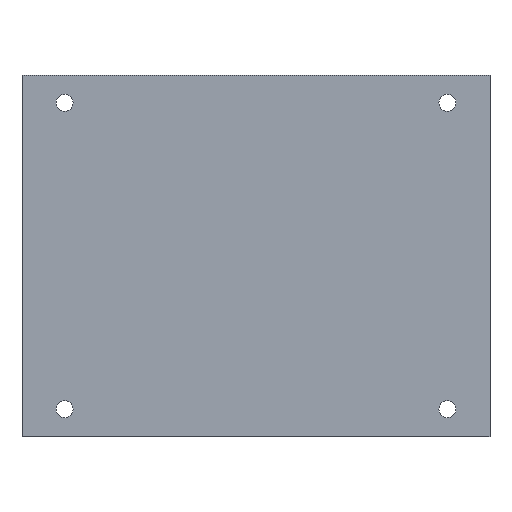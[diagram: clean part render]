
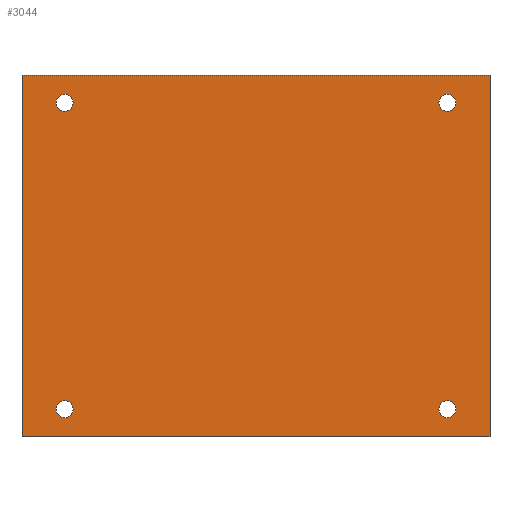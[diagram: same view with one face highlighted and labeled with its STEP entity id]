
A CAD part, front view. The second image highlights one B-rep face of the part: STEP entity #3044.
In plain terms, the highlighted planar face has unit normal (0, -1, 0).
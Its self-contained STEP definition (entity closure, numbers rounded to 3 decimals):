
#16=CIRCLE('',#3109,2.);
#18=CIRCLE('',#3112,2.);
#20=CIRCLE('',#3115,2.);
#22=CIRCLE('',#3118,2.);
#44=FACE_BOUND('',#449,.T.);
#45=FACE_BOUND('',#450,.T.);
#46=FACE_BOUND('',#451,.T.);
#47=FACE_BOUND('',#452,.T.);
#101=PLANE('',#3124);
#266=FACE_OUTER_BOUND('',#448,.T.);
#448=EDGE_LOOP('',(#2765,#2766,#2767,#2768));
#449=EDGE_LOOP('',(#2769));
#450=EDGE_LOOP('',(#2770));
#451=EDGE_LOOP('',(#2771));
#452=EDGE_LOOP('',(#2772));
#669=LINE('',#6199,#897);
#673=LINE('',#6207,#901);
#676=LINE('',#6213,#904);
#679=LINE('',#6218,#907);
#897=VECTOR('',#3465,10.);
#901=VECTOR('',#3471,10.);
#904=VECTOR('',#3476,10.);
#907=VECTOR('',#3481,10.);
#1408=VERTEX_POINT('',#6175);
#1410=VERTEX_POINT('',#6181);
#1412=VERTEX_POINT('',#6187);
#1414=VERTEX_POINT('',#6193);
#1415=VERTEX_POINT('',#6197);
#1416=VERTEX_POINT('',#6198);
#1419=VERTEX_POINT('',#6206);
#1421=VERTEX_POINT('',#6212);
#1851=EDGE_CURVE('',#1408,#1408,#16,.T.);
#1854=EDGE_CURVE('',#1410,#1410,#18,.T.);
#1857=EDGE_CURVE('',#1412,#1412,#20,.T.);
#1860=EDGE_CURVE('',#1414,#1414,#22,.T.);
#1861=EDGE_CURVE('',#1415,#1416,#669,.T.);
#1865=EDGE_CURVE('',#1419,#1415,#673,.T.);
#1868=EDGE_CURVE('',#1421,#1419,#676,.T.);
#1871=EDGE_CURVE('',#1416,#1421,#679,.T.);
#2765=ORIENTED_EDGE('',*,*,#1871,.F.);
#2766=ORIENTED_EDGE('',*,*,#1861,.F.);
#2767=ORIENTED_EDGE('',*,*,#1865,.F.);
#2768=ORIENTED_EDGE('',*,*,#1868,.F.);
#2769=ORIENTED_EDGE('',*,*,#1860,.F.);
#2770=ORIENTED_EDGE('',*,*,#1857,.F.);
#2771=ORIENTED_EDGE('',*,*,#1854,.F.);
#2772=ORIENTED_EDGE('',*,*,#1851,.F.);
#3044=ADVANCED_FACE('',(#266,#44,#45,#46,#47),#101,.F.);
#3109=AXIS2_PLACEMENT_3D('',#6177,#3440,#3441);
#3112=AXIS2_PLACEMENT_3D('',#6183,#3447,#3448);
#3115=AXIS2_PLACEMENT_3D('',#6189,#3454,#3455);
#3118=AXIS2_PLACEMENT_3D('',#6195,#3461,#3462);
#3124=AXIS2_PLACEMENT_3D('',#6221,#3485,#3486);
#3440=DIRECTION('center_axis',(0.,-1.,0.));
#3441=DIRECTION('ref_axis',(1.,0.,0.));
#3447=DIRECTION('center_axis',(0.,-1.,0.));
#3448=DIRECTION('ref_axis',(1.,0.,0.));
#3454=DIRECTION('center_axis',(0.,-1.,0.));
#3455=DIRECTION('ref_axis',(1.,0.,0.));
#3461=DIRECTION('center_axis',(0.,-1.,0.));
#3462=DIRECTION('ref_axis',(1.,0.,0.));
#3465=DIRECTION('',(1.,0.,0.));
#3471=DIRECTION('',(0.,0.,1.));
#3476=DIRECTION('',(-1.,0.,0.));
#3481=DIRECTION('',(0.,0.,-1.));
#3485=DIRECTION('center_axis',(0.,1.,0.));
#3486=DIRECTION('ref_axis',(1.,0.,0.));
#6175=CARTESIAN_POINT('',(88.,0.,-72.));
#6177=CARTESIAN_POINT('Origin',(90.,0.,-72.));
#6181=CARTESIAN_POINT('',(88.,0.,0.));
#6183=CARTESIAN_POINT('Origin',(90.,0.,0.));
#6187=CARTESIAN_POINT('',(-2.,0.,0.));
#6189=CARTESIAN_POINT('Origin',(0.,0.,0.));
#6193=CARTESIAN_POINT('',(-2.,0.,-72.));
#6195=CARTESIAN_POINT('Origin',(0.,0.,-72.));
#6197=CARTESIAN_POINT('',(-10.,0.,6.5));
#6198=CARTESIAN_POINT('',(100.,0.,6.5));
#6199=CARTESIAN_POINT('',(-10.,0.,6.5));
#6206=CARTESIAN_POINT('',(-10.,0.,-78.5));
#6207=CARTESIAN_POINT('',(-10.,0.,-78.5));
#6212=CARTESIAN_POINT('',(100.,0.,-78.5));
#6213=CARTESIAN_POINT('',(100.,0.,-78.5));
#6218=CARTESIAN_POINT('',(100.,0.,6.5));
#6221=CARTESIAN_POINT('Origin',(45.,0.,-36.));
